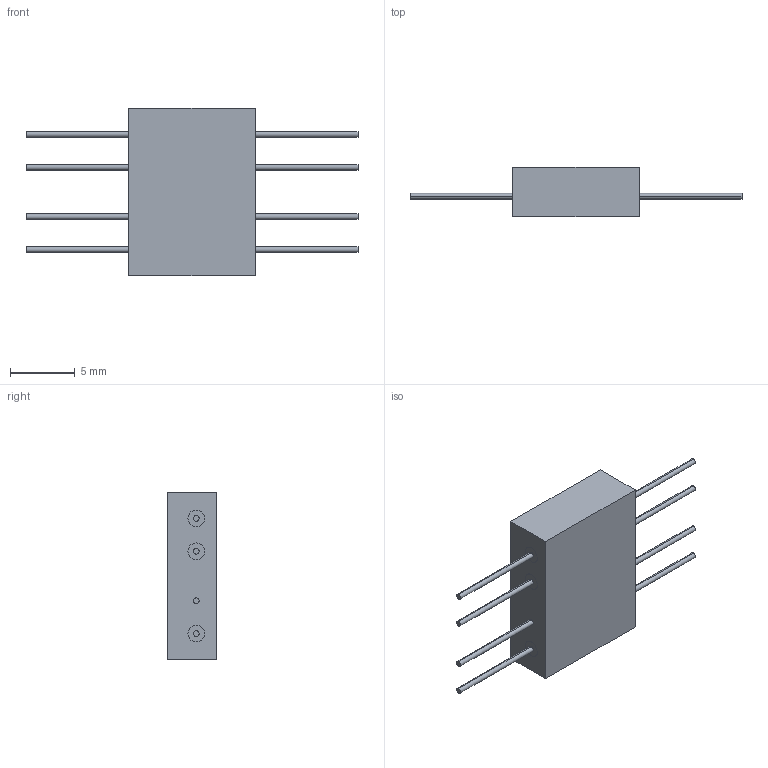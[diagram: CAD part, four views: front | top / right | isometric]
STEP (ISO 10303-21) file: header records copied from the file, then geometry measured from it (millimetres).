
FILE_DESCRIPTION (( 'STEP AP214' ), '1' );
FILE_NAME ('DL 433_F.STEP', '2022-07-28T14:37:16', ( '' ), ( '' ), 'SwSTEP 2.0', 'SolidWorks 2021', '' );
FILE_SCHEMA (( 'AUTOMOTIVE_DESIGN' ));
Length unit declared in the file: inch
Products named in the file (1): DL 433_F
Bounding box: 25.63 x 3.81 x 12.95 mm (x, y, z)
Volume: 491.6 mm3; surface area: 517.6 mm2
Topology: 9 solids, 9 shells, 653 faces, 1812 edges, 1208 vertices
Faces by surface type: cylinder 419, plane 199, bspline 35
Entity records: 23158 total; most frequent: CARTESIAN_POINT 5685, DIRECTION 3818, ORIENTED_EDGE 3624, EDGE_CURVE 1812, AXIS2_PLACEMENT_3D 1457, VERTEX_POINT 1208, LINE 904, VECTOR 904
